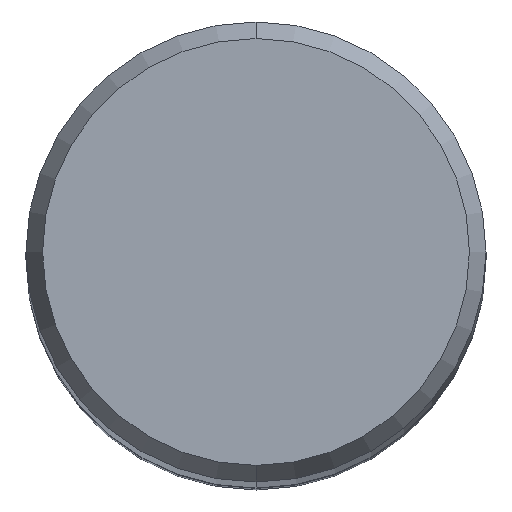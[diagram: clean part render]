
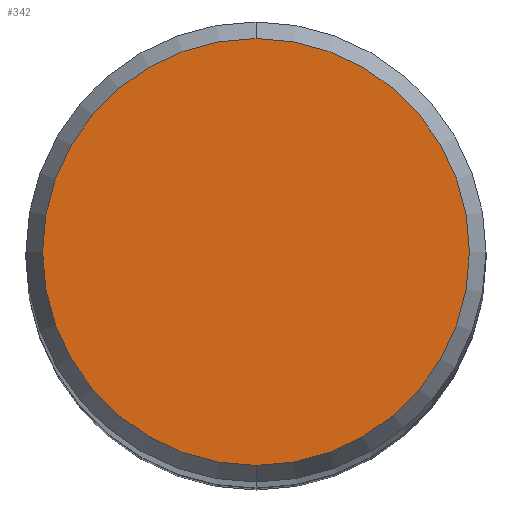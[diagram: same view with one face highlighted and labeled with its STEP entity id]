
A CAD part, top view. The second image highlights one B-rep face of the part: STEP entity #342.
In plain terms, the highlighted planar face has unit normal (0, 0, 1).
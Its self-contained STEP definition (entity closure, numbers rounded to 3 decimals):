
#214=VERTEX_POINT('',#547);
#286=EDGE_CURVE('',#214,#302,#623,.T.);
#302=VERTEX_POINT('',#642);
#342=ADVANCED_FACE('',(#690),#691,.T.);
#464=EDGE_CURVE('',#302,#214,#823,.T.);
#547=CARTESIAN_POINT('',(0.,-2.946,0.0));
#623=CIRCLE('',#1093,2.946);
#642=CARTESIAN_POINT('',(0.0,2.946,0.0));
#690=FACE_OUTER_BOUND('',#1208,.T.);
#691=PLANE('',#1209);
#823=CIRCLE('',#1479,2.946);
#1093=AXIS2_PLACEMENT_3D('',#1638,#1639,#1640);
#1208=EDGE_LOOP('',(#1727,#1728));
#1209=AXIS2_PLACEMENT_3D('',#1729,#1730,#1731);
#1479=AXIS2_PLACEMENT_3D('',#1856,#1857,#1858);
#1638=CARTESIAN_POINT('',(0.0,0.0,0.0));
#1639=DIRECTION('',(0.0,0.0,-1.0));
#1640=DIRECTION('',(0.0,1.0,0.0));
#1727=ORIENTED_EDGE('',*,*,#464,.F.);
#1728=ORIENTED_EDGE('',*,*,#286,.F.);
#1729=CARTESIAN_POINT('',(0.0,1.473,0.0));
#1730=DIRECTION('',(-0.0,0.0,1.0));
#1731=DIRECTION('',(0.0,-1.0,0.0));
#1856=CARTESIAN_POINT('',(0.0,0.0,0.0));
#1857=DIRECTION('',(0.0,0.0,-1.0));
#1858=DIRECTION('',(0.0,1.0,0.0));
